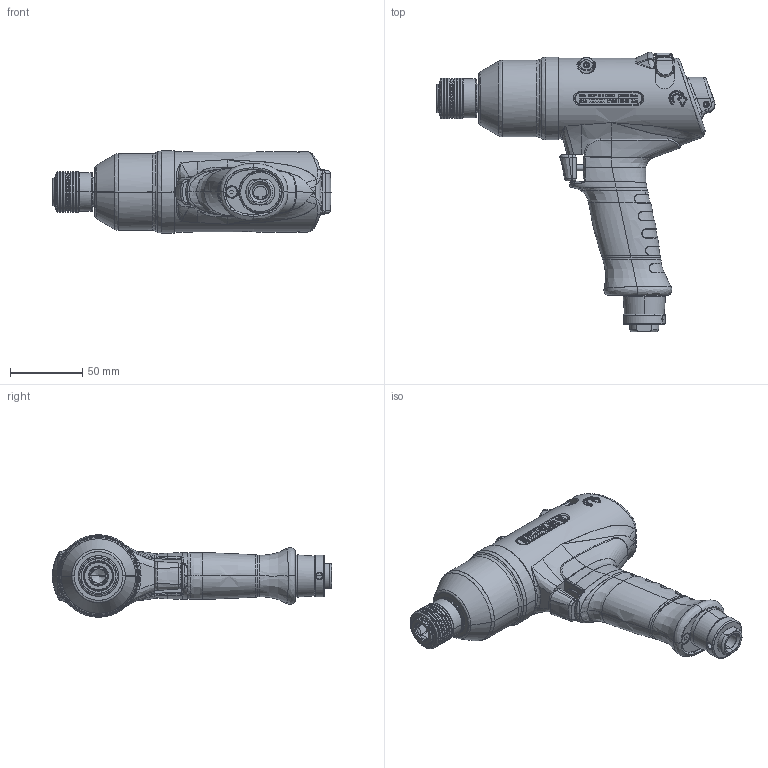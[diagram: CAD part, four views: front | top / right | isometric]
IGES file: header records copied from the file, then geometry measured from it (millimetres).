
Start section:  PTC IGES file: 80pthh35q.igs
Global section: file name: 80pthh35q.igs; native system: Pro/ENGINEER by Parametric Technology Corporation; preprocessor: 2008400; author: c584d; organization: Unknown; date: 20120515.071759; units: millimetre
Bounding box: 192.6 x 193.47 x 56.85 mm (x, y, z)
Surface area: 66515.6 mm2 (no closed solid volume)
Topology: 0 solids, 0 shells, 900 faces, 6479 edges, 6454 vertices
Faces by surface type: bspline 525, revolution 375
